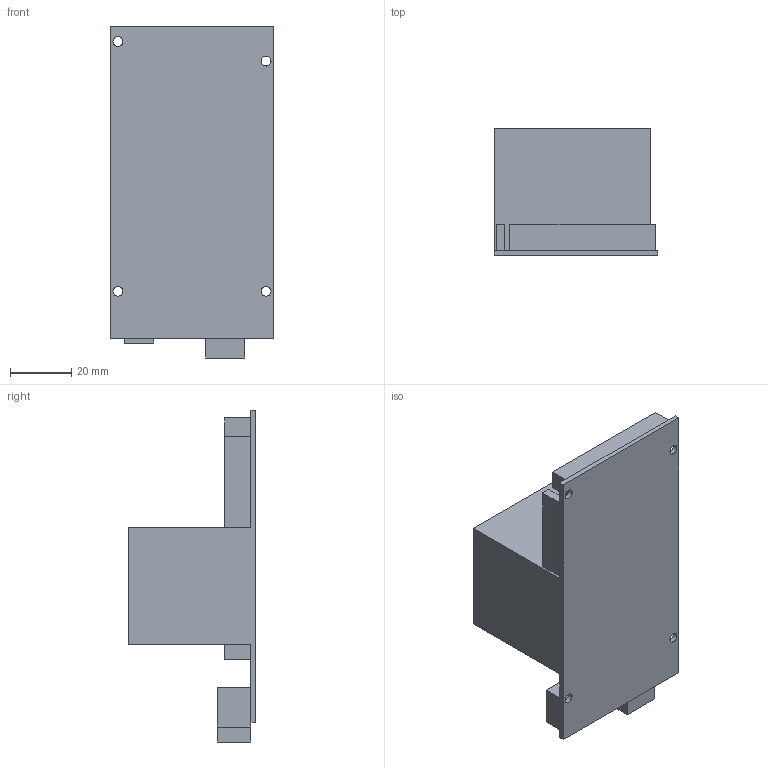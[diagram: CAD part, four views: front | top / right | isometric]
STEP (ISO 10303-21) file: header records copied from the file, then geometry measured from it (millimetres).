
FILE_DESCRIPTION(/* description */ (''),/* implementation_level */ '2;1');
FILE_NAME(/* name */ 'Arduino.step',/* time_stamp */ '2023-12-14T15:41:12-05:00',/* author */ (''),/* organization */ (''),/* preprocessor_version */ 'ST-DEVELOPER v20',/* originating_system */ 'Autodesk Translation Framework v12.14.0.127',/* authorisation */ '');
FILE_SCHEMA (('AUTOMOTIVE_DESIGN { 1 0 10303 214 3 1 1 }'));
Length unit declared in the file: inch
Products named in the file (1): Arduino
Bounding box: 53.34 x 41.47 x 108.07 mm (x, y, z)
Volume: 94283.2 mm3; surface area: 21651.3 mm2
Topology: 1 solids, 1 shells, 41 faces, 110 edges, 72 vertices
Faces by surface type: plane 37, cylinder 4
Full cylindrical faces by diameter (mm): 3.2 x4
Entity records: 1311 total; most frequent: CARTESIAN_POINT 224, ORIENTED_EDGE 220, DIRECTION 202, EDGE_CURVE 110, LINE 102, VECTOR 102, VERTEX_POINT 72, EDGE_LOOP 50
